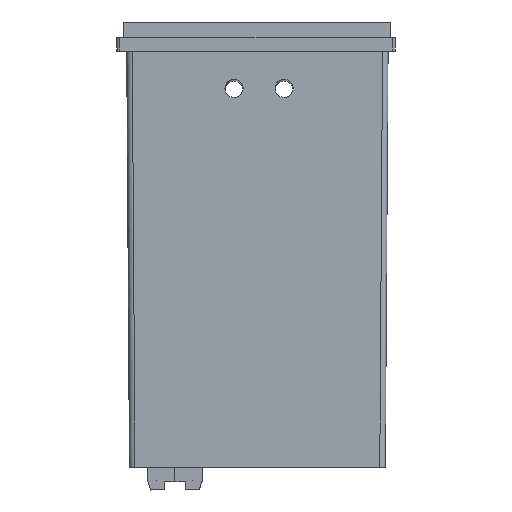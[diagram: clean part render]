
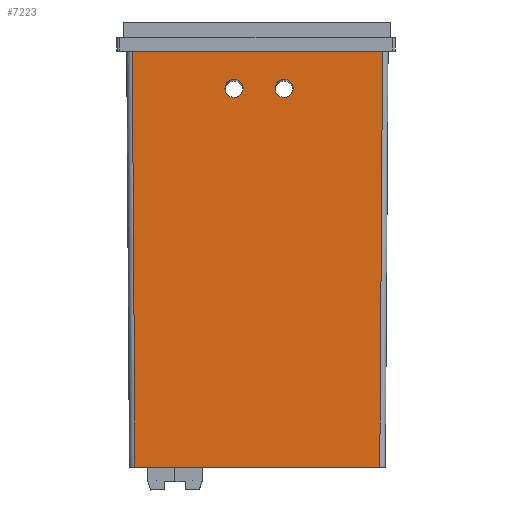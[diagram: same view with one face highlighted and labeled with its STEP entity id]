
A CAD part, left-side view. The second image highlights one B-rep face of the part: STEP entity #7223.
In plain terms, the highlighted planar face has unit normal (-1, 0, -0.007).
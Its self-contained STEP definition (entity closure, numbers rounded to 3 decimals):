
#632 = CARTESIAN_POINT ( 'NONE',  ( -46.92, 8.4, -12.13 ) ) ;
#1028 = CARTESIAN_POINT ( 'NONE',  ( -46.92, -3.1, -12.13 ) ) ;
#1033 = DIRECTION ( 'NONE',  ( 0.007, -0.007, -1. ) ) ;
#1226 = FACE_BOUND ( 'NONE', #45890, .T. ) ;
#2180 = CARTESIAN_POINT ( 'NONE',  ( -46.996, -44.996, -0.607 ) ) ;
#2336 = DIRECTION ( 'NONE',  ( 0., 1., 0. ) ) ;
#2369 = FACE_OUTER_BOUND ( 'NONE', #34391, .T. ) ;
#2424 = CARTESIAN_POINT ( 'NONE',  ( -46.92, -9.6, -12.13 ) ) ;
#3784 = ORIENTED_EDGE ( 'NONE', *, *, #44375, .T. ) ;
#4931 = VECTOR ( 'NONE', #2336, 1000. ) ;
#5144 = EDGE_CURVE ( 'NONE', #37762, #28856, #14775, .T. ) ;
#5524 = VECTOR ( 'NONE', #5940, 1000. ) ;
#5940 = DIRECTION ( 'NONE',  ( -0.007, -0.007, 1. ) ) ;
#6861 = VERTEX_POINT ( 'NONE', #19739 ) ;
#7223 = ADVANCED_FACE ( 'NONE', ( #1226, #20947, #2369 ), #45869, .T. ) ;
#7542 = VECTOR ( 'NONE', #18196, 1000. ) ;
#7845 = ORIENTED_EDGE ( 'NONE', *, *, #16587, .T. ) ;
#8393 = CARTESIAN_POINT ( 'NONE',  ( -46.877, -9.6, -18.631 ) ) ;
#9602 = VECTOR ( 'NONE', #1033, 1000. ) ;
#9888 = CARTESIAN_POINT ( 'NONE',  ( -46.92, -9.6, -12.13 ) ) ;
#10053 = CARTESIAN_POINT ( 'NONE',  ( -46.877, 14.9, -18.631 ) ) ;
#10368 = ORIENTED_EDGE ( 'NONE', *, *, #46767, .T. ) ;
#13601 = CARTESIAN_POINT ( 'NONE',  ( -46.877, 8.4, -18.631 ) ) ;
#14041 =( BOUNDED_CURVE ( )  B_SPLINE_CURVE ( 3, ( #632, #22853, #41547, #19277 ),
 .UNSPECIFIED., .F., .F. ) 
 B_SPLINE_CURVE_WITH_KNOTS ( ( 4, 4 ),
 ( 3.142, 6.283 ),
 .UNSPECIFIED. ) 
 CURVE ( )  GEOMETRIC_REPRESENTATION_ITEM ( )  RATIONAL_B_SPLINE_CURVE ( ( 1., 0.333, 0.333, 1. ) ) 
 REPRESENTATION_ITEM ( '' )  );
#14415 =( BOUNDED_CURVE ( )  B_SPLINE_CURVE ( 3, ( #8393, #19537, #1028, #27008 ),
 .UNSPECIFIED., .F., .F. ) 
 B_SPLINE_CURVE_WITH_KNOTS ( ( 4, 4 ),
 ( 0., 3.142 ),
 .UNSPECIFIED. ) 
 CURVE ( )  GEOMETRIC_REPRESENTATION_ITEM ( )  RATIONAL_B_SPLINE_CURVE ( ( 1., 0.333, 0.333, 1. ) ) 
 REPRESENTATION_ITEM ( '' )  );
#14775 = LINE ( 'NONE', #20843, #4931 ) ;
#15694 = VERTEX_POINT ( 'NONE', #35369 ) ;
#16305 = DIRECTION ( 'NONE',  ( -1., 0., -0.007 ) ) ;
#16587 = EDGE_CURVE ( 'NONE', #39702, #23406, #14415, .T. ) ;
#16807 = EDGE_CURVE ( 'NONE', #6861, #25123, #47045, .T. ) ;
#17865 = AXIS2_PLACEMENT_3D ( 'NONE', #38497, #16305, #42266 ) ;
#18196 = DIRECTION ( 'NONE',  ( 0., 1., 0. ) ) ;
#19277 = CARTESIAN_POINT ( 'NONE',  ( -46.877, 8.4, -18.631 ) ) ;
#19375 = CARTESIAN_POINT ( 'NONE',  ( -47., 45., 0.013 ) ) ;
#19469 = CARTESIAN_POINT ( 'NONE',  ( -46., -44., -151.5 ) ) ;
#19537 = CARTESIAN_POINT ( 'NONE',  ( -46.877, -3.1, -18.631 ) ) ;
#19739 = CARTESIAN_POINT ( 'NONE',  ( -47., -45., 0. ) ) ;
#20843 = CARTESIAN_POINT ( 'NONE',  ( -46., 47., -151.5 ) ) ;
#20947 = FACE_BOUND ( 'NONE', #43496, .T. ) ;
#21088 = CARTESIAN_POINT ( 'NONE',  ( -46.877, -9.6, -18.631 ) ) ;
#21194 = CARTESIAN_POINT ( 'NONE',  ( -46.92, 14.9, -12.13 ) ) ;
#22853 = CARTESIAN_POINT ( 'NONE',  ( -46.92, 1.9, -12.13 ) ) ;
#23406 = VERTEX_POINT ( 'NONE', #9888 ) ;
#24469 = ORIENTED_EDGE ( 'NONE', *, *, #32936, .T. ) ;
#24541 = ORIENTED_EDGE ( 'NONE', *, *, #35395, .T. ) ;
#24697 = CARTESIAN_POINT ( 'NONE',  ( -46.877, 8.4, -18.631 ) ) ;
#25123 = VERTEX_POINT ( 'NONE', #42983 ) ;
#25930 = VERTEX_POINT ( 'NONE', #24697 ) ;
#26143 =( BOUNDED_CURVE ( )  B_SPLINE_CURVE ( 3, ( #13601, #10053, #21194, #47223 ),
 .UNSPECIFIED., .F., .F. ) 
 B_SPLINE_CURVE_WITH_KNOTS ( ( 4, 4 ),
 ( 0., 3.142 ),
 .UNSPECIFIED. ) 
 CURVE ( )  GEOMETRIC_REPRESENTATION_ITEM ( )  RATIONAL_B_SPLINE_CURVE ( ( 1., 0.333, 0.333, 1. ) ) 
 REPRESENTATION_ITEM ( '' )  );
#27008 = CARTESIAN_POINT ( 'NONE',  ( -46.92, -9.6, -12.13 ) ) ;
#28856 = VERTEX_POINT ( 'NONE', #29940 ) ;
#29940 = CARTESIAN_POINT ( 'NONE',  ( -46., 44., -151.5 ) ) ;
#30069 = EDGE_CURVE ( 'NONE', #23406, #39702, #35523, .T. ) ;
#31771 = ORIENTED_EDGE ( 'NONE', *, *, #16807, .T. ) ;
#32936 = EDGE_CURVE ( 'NONE', #25930, #15694, #26143, .T. ) ;
#34391 = EDGE_LOOP ( 'NONE', ( #35149, #3784, #31771, #24541 ) ) ;
#35106 = LINE ( 'NONE', #2180, #5524 ) ;
#35149 = ORIENTED_EDGE ( 'NONE', *, *, #5144, .F. ) ;
#35369 = CARTESIAN_POINT ( 'NONE',  ( -46.92, 8.4, -12.13 ) ) ;
#35395 = EDGE_CURVE ( 'NONE', #25123, #28856, #39149, .T. ) ;
#35523 =( BOUNDED_CURVE ( )  B_SPLINE_CURVE ( 3, ( #2424, #39585, #43349, #21088 ),
 .UNSPECIFIED., .F., .F. ) 
 B_SPLINE_CURVE_WITH_KNOTS ( ( 4, 4 ),
 ( 3.142, 6.283 ),
 .UNSPECIFIED. ) 
 CURVE ( )  GEOMETRIC_REPRESENTATION_ITEM ( )  RATIONAL_B_SPLINE_CURVE ( ( 1., 0.333, 0.333, 1. ) ) 
 REPRESENTATION_ITEM ( '' )  );
#36655 = CARTESIAN_POINT ( 'NONE',  ( -47., 47., 0. ) ) ;
#37327 = ORIENTED_EDGE ( 'NONE', *, *, #30069, .T. ) ;
#37762 = VERTEX_POINT ( 'NONE', #19469 ) ;
#38497 = CARTESIAN_POINT ( 'NONE',  ( -47., 47., 0. ) ) ;
#39149 = LINE ( 'NONE', #19375, #9602 ) ;
#39585 = CARTESIAN_POINT ( 'NONE',  ( -46.92, -16.1, -12.13 ) ) ;
#39702 = VERTEX_POINT ( 'NONE', #40339 ) ;
#40339 = CARTESIAN_POINT ( 'NONE',  ( -46.877, -9.6, -18.631 ) ) ;
#41547 = CARTESIAN_POINT ( 'NONE',  ( -46.877, 1.9, -18.631 ) ) ;
#42266 = DIRECTION ( 'NONE',  ( -0.007, 0., 1. ) ) ;
#42983 = CARTESIAN_POINT ( 'NONE',  ( -47., 45., 0. ) ) ;
#43349 = CARTESIAN_POINT ( 'NONE',  ( -46.877, -16.1, -18.631 ) ) ;
#43496 = EDGE_LOOP ( 'NONE', ( #7845, #37327 ) ) ;
#44375 = EDGE_CURVE ( 'NONE', #37762, #6861, #35106, .T. ) ;
#45869 = PLANE ( 'NONE',  #17865 ) ;
#45890 = EDGE_LOOP ( 'NONE', ( #24469, #10368 ) ) ;
#46767 = EDGE_CURVE ( 'NONE', #15694, #25930, #14041, .T. ) ;
#47045 = LINE ( 'NONE', #36655, #7542 ) ;
#47223 = CARTESIAN_POINT ( 'NONE',  ( -46.92, 8.4, -12.13 ) ) ;
